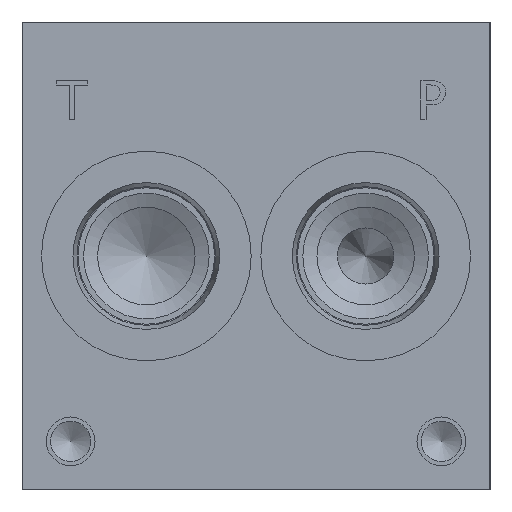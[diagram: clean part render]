
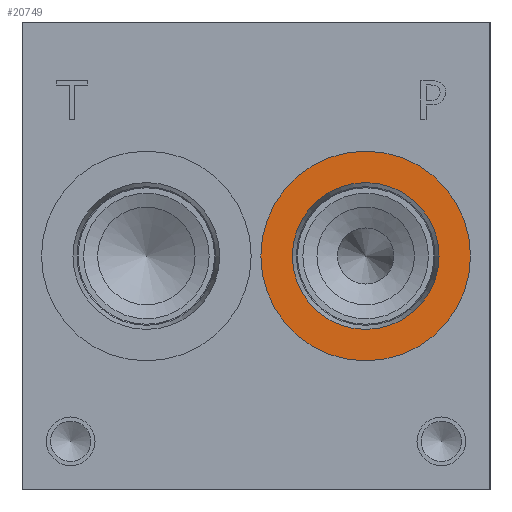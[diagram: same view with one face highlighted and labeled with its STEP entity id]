
A CAD part, left-side view. The second image highlights one B-rep face of the part: STEP entity #20749.
In plain terms, the highlighted planar face has unit normal (-1, 0, 0).
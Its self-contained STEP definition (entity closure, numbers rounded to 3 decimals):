
#1065=CIRCLE('',#22332,17.069);
#1066=CIRCLE('',#22333,17.069);
#1067=CIRCLE('',#22334,11.951);
#1244=FACE_BOUND('',#4319,.T.);
#3070=FACE_OUTER_BOUND('',#4318,.T.);
#4318=EDGE_LOOP('',(#18295,#18296));
#4319=EDGE_LOOP('',(#18297));
#9819=VERTEX_POINT('',#36184);
#9820=VERTEX_POINT('',#36185);
#9821=VERTEX_POINT('',#36188);
#12700=EDGE_CURVE('',#9819,#9820,#1065,.T.);
#12701=EDGE_CURVE('',#9820,#9819,#1066,.T.);
#12702=EDGE_CURVE('',#9821,#9821,#1067,.T.);
#18295=ORIENTED_EDGE('',*,*,#12700,.T.);
#18296=ORIENTED_EDGE('',*,*,#12701,.T.);
#18297=ORIENTED_EDGE('',*,*,#12702,.F.);
#19028=PLANE('',#22331);
#20749=ADVANCED_FACE('',(#3070,#1244),#19028,.T.);
#22331=AXIS2_PLACEMENT_3D('',#36183,#27161,#27162);
#22332=AXIS2_PLACEMENT_3D('',#36186,#27163,#27164);
#22333=AXIS2_PLACEMENT_3D('',#36187,#27165,#27166);
#22334=AXIS2_PLACEMENT_3D('',#36189,#27167,#27168);
#27161=DIRECTION('center_axis',(-1.,0.,0.));
#27162=DIRECTION('ref_axis',(0.,1.,0.));
#27163=DIRECTION('center_axis',(-1.,0.,0.));
#27164=DIRECTION('ref_axis',(0.,1.,0.));
#27165=DIRECTION('center_axis',(-1.,0.,0.));
#27166=DIRECTION('ref_axis',(0.,1.,0.));
#27167=DIRECTION('center_axis',(-1.,0.,0.));
#27168=DIRECTION('ref_axis',(0.,1.,0.));
#36183=CARTESIAN_POINT('Origin',(0.787,20.244,38.1));
#36184=CARTESIAN_POINT('',(0.787,37.313,38.1));
#36185=CARTESIAN_POINT('',(0.787,3.175,38.1));
#36186=CARTESIAN_POINT('Origin',(0.787,20.244,38.1));
#36187=CARTESIAN_POINT('Origin',(0.787,20.244,38.1));
#36188=CARTESIAN_POINT('',(0.787,8.293,38.1));
#36189=CARTESIAN_POINT('Origin',(0.787,20.244,38.1));
